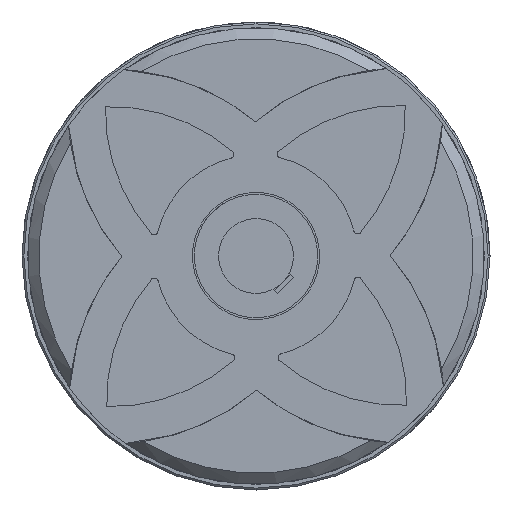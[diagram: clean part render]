
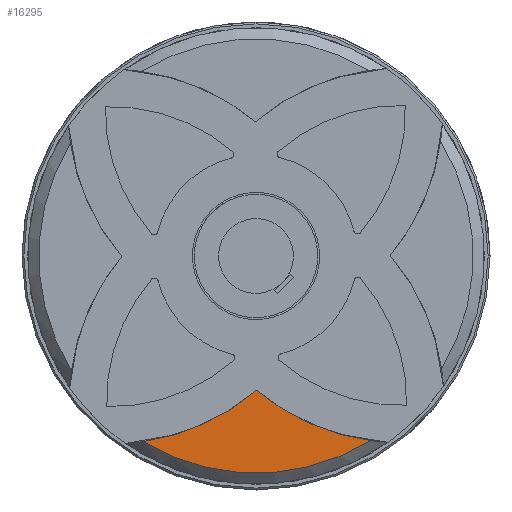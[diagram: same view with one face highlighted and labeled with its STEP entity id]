
A CAD part, left-side view. The second image highlights one B-rep face of the part: STEP entity #16295.
In plain terms, the highlighted planar face has unit normal (-1, 0, 0).
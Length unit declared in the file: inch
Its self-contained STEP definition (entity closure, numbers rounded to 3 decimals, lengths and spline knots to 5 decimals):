
#2672 = PLANE ( 'NONE',  #27610 ) ;
#3160 = EDGE_CURVE ( 'NONE', #9431, #27385, #21258, .T. ) ;
#3402 = DIRECTION ( 'NONE',  ( 0., 0., 1. ) ) ;
#3504 = DIRECTION ( 'NONE',  ( -1., 0., 0. ) ) ;
#4273 = AXIS2_PLACEMENT_3D ( 'NONE', #9888, #12182, #29592 ) ;
#7644 = DIRECTION ( 'NONE',  ( 0., 0., 1. ) ) ;
#7649 = DIRECTION ( 'NONE',  ( 0., 0., 1. ) ) ;
#8855 = EDGE_LOOP ( 'NONE', ( #11269, #13087, #29146 ) ) ;
#9431 = VERTEX_POINT ( 'NONE', #15202 ) ;
#9888 = CARTESIAN_POINT ( 'NONE',  ( 0.23622, 0.67789, -0.40058 ) ) ;
#10014 = CIRCLE ( 'NONE', #4273, 1.1811 ) ;
#10058 = CARTESIAN_POINT ( 'NONE',  ( 0.23622, -0.4991, -0.4991 ) ) ;
#11269 = ORIENTED_EDGE ( 'NONE', *, *, #25141, .T. ) ;
#12182 = DIRECTION ( 'NONE',  ( -1., 0., 0. ) ) ;
#12963 = FACE_OUTER_BOUND ( 'NONE', #8855, .T. ) ;
#13087 = ORIENTED_EDGE ( 'NONE', *, *, #3160, .T. ) ;
#15202 = CARTESIAN_POINT ( 'NONE',  ( 0.23622, -1.11026, -0.26623 ) ) ;
#16295 = ADVANCED_FACE ( 'NONE', ( #12963 ), #2672, .T. ) ;
#18764 = VERTEX_POINT ( 'NONE', #27691 ) ;
#20030 = DIRECTION ( 'NONE',  ( -1., 0., 0. ) ) ;
#20868 = EDGE_CURVE ( 'NONE', #18764, #27385, #10014, .T. ) ;
#21258 = CIRCLE ( 'NONE', #31023, 1.1811 ) ;
#22514 = DIRECTION ( 'NONE',  ( 1., 0., 0. ) ) ;
#25025 = CARTESIAN_POINT ( 'NONE',  ( 0.23622, -0.40058, 0.67789 ) ) ;
#25141 = EDGE_CURVE ( 'NONE', #18764, #9431, #25723, .T. ) ;
#25723 = CIRCLE ( 'NONE', #27419, 1.14173 ) ;
#27385 = VERTEX_POINT ( 'NONE', #10058 ) ;
#27419 = AXIS2_PLACEMENT_3D ( 'NONE', #31002, #3504, #3402 ) ;
#27610 = AXIS2_PLACEMENT_3D ( 'NONE', #30354, #20030, #7649 ) ;
#27691 = CARTESIAN_POINT ( 'NONE',  ( 0.23622, -0.26623, -1.11026 ) ) ;
#29146 = ORIENTED_EDGE ( 'NONE', *, *, #20868, .F. ) ;
#29592 = DIRECTION ( 'NONE',  ( 0., 0., 1. ) ) ;
#30354 = CARTESIAN_POINT ( 'NONE',  ( 0.23622, 0., 0. ) ) ;
#31002 = CARTESIAN_POINT ( 'NONE',  ( 0.23622, 0., 0. ) ) ;
#31023 = AXIS2_PLACEMENT_3D ( 'NONE', #25025, #22514, #7644 ) ;
